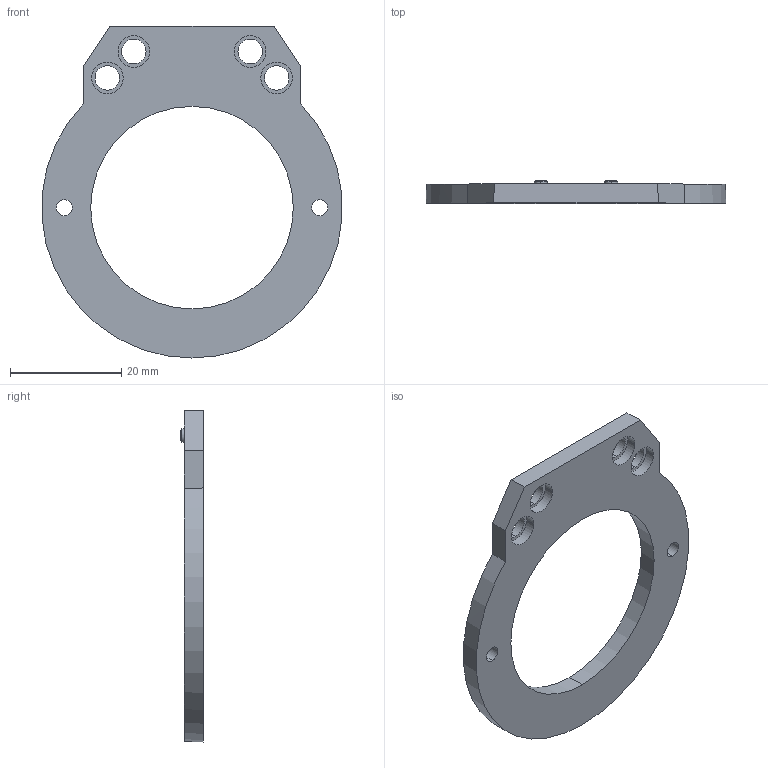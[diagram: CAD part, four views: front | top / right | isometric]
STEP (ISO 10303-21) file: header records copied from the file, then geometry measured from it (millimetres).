
FILE_DESCRIPTION (( 'STEP AP203' ), '1' );
FILE_NAME ('E3-X-1000-X-H-D-X-0_01_sldprt.STEP', '2016-06-02T17:08:00', ( 'Shusen Zhang' ), ( 'MathWorks' ), 'SwSTEP 2.0', 'SolidWorks 2015', '' );
FILE_SCHEMA (( 'CONFIG_CONTROL_DESIGN' ));
Length unit declared in the file: inch
Products named in the file (1): E3-X-1000-X-H-D-X-0_01_sldprt
Bounding box: 54 x 4.06 x 59.78 mm (x, y, z)
Volume: 4901.9 mm3; surface area: 4223 mm2
Topology: 1 solids, 1 shells, 45 faces, 107 edges, 70 vertices
Faces by surface type: cylinder 24, plane 13, cone 8
Entity records: 1438 total; most frequent: DIRECTION 257, CARTESIAN_POINT 229, ORIENTED_EDGE 214, EDGE_CURVE 107, AXIS2_PLACEMENT_3D 106, VERTEX_POINT 70, EDGE_LOOP 65, CIRCLE 60
